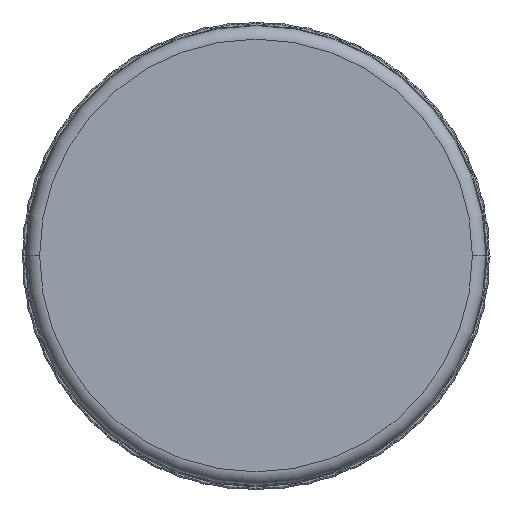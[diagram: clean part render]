
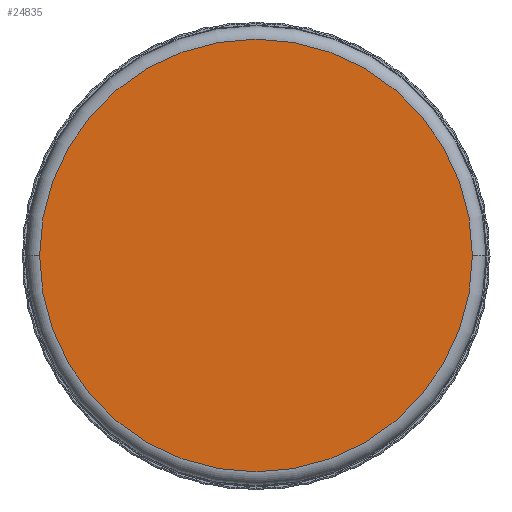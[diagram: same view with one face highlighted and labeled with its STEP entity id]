
A CAD part, top view. The second image highlights one B-rep face of the part: STEP entity #24835.
In plain terms, the highlighted planar face has unit normal (0, 0, 1).
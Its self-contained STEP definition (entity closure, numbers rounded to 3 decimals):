
#788 = EDGE_CURVE ( 'NONE', #6801, #25964, #3926, .T. ) ;
#1364 = FACE_OUTER_BOUND ( 'NONE', #28669, .T. ) ;
#3926 = CIRCLE ( 'NONE', #31205, 32.5 ) ;
#4712 = CARTESIAN_POINT ( 'NONE',  ( 0., 0., 53. ) ) ;
#6028 = CARTESIAN_POINT ( 'NONE',  ( 0., 0., 53. ) ) ;
#6801 = VERTEX_POINT ( 'NONE', #25142 ) ;
#9246 = AXIS2_PLACEMENT_3D ( 'NONE', #25004, #30000, #17286 ) ;
#9722 = DIRECTION ( 'NONE',  ( 0., 0., 1. ) ) ;
#14102 = ORIENTED_EDGE ( 'NONE', *, *, #26557, .T. ) ;
#15897 = DIRECTION ( 'NONE',  ( 0., 0., 1. ) ) ;
#17286 = DIRECTION ( 'NONE',  ( 1., 0., 0. ) ) ;
#17990 = PLANE ( 'NONE',  #19265 ) ;
#19265 = AXIS2_PLACEMENT_3D ( 'NONE', #6028, #15897, #25687 ) ;
#20892 = CARTESIAN_POINT ( 'NONE',  ( -32.5, 0., 53. ) ) ;
#24835 = ADVANCED_FACE ( 'NONE', ( #1364 ), #17990, .T. ) ;
#25004 = CARTESIAN_POINT ( 'NONE',  ( 0., 0., 53. ) ) ;
#25142 = CARTESIAN_POINT ( 'NONE',  ( 32.5, 0., 53. ) ) ;
#25687 = DIRECTION ( 'NONE',  ( 1., 0., 0. ) ) ;
#25964 = VERTEX_POINT ( 'NONE', #20892 ) ;
#26557 = EDGE_CURVE ( 'NONE', #25964, #6801, #31368, .T. ) ;
#28669 = EDGE_LOOP ( 'NONE', ( #29950, #14102 ) ) ;
#29217 = DIRECTION ( 'NONE',  ( 1., 0., 0. ) ) ;
#29950 = ORIENTED_EDGE ( 'NONE', *, *, #788, .T. ) ;
#30000 = DIRECTION ( 'NONE',  ( 0., 0., 1. ) ) ;
#31205 = AXIS2_PLACEMENT_3D ( 'NONE', #4712, #9722, #29217 ) ;
#31368 = CIRCLE ( 'NONE', #9246, 32.5 ) ;
